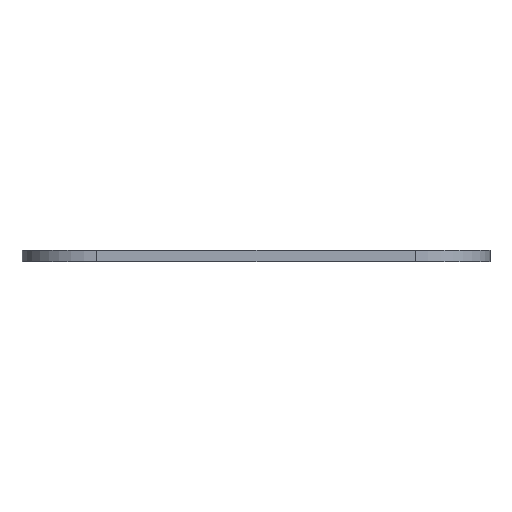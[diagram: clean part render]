
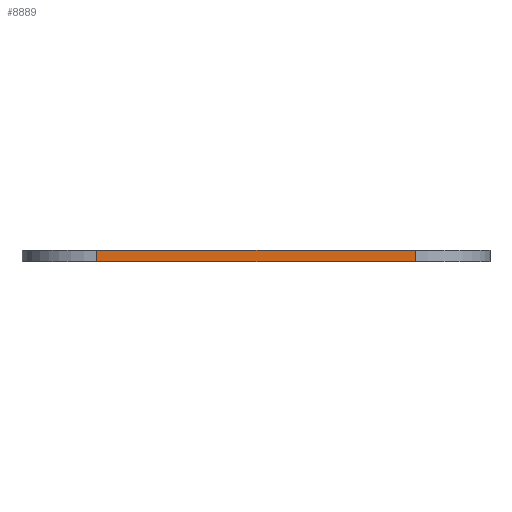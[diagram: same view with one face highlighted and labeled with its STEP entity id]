
A CAD part, left-side view. The second image highlights one B-rep face of the part: STEP entity #8889.
In plain terms, the highlighted planar face has unit normal (-1, 0, 0).
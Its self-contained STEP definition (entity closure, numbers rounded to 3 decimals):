
#325 = DIRECTION ( 'NONE',  ( -1., 0., 0. ) ) ;
#480 = AXIS2_PLACEMENT_3D ( 'NONE', #1311, #325, #12425 ) ;
#613 = LINE ( 'NONE', #1549, #8109 ) ;
#710 = CARTESIAN_POINT ( 'NONE',  ( -49.219, 70.068, -3. ) ) ;
#764 = LINE ( 'NONE', #10943, #12658 ) ;
#1311 = CARTESIAN_POINT ( 'NONE',  ( -49.219, 70.068, -3. ) ) ;
#1540 = VECTOR ( 'NONE', #9894, 1000. ) ;
#1549 = CARTESIAN_POINT ( 'NONE',  ( -49.219, 70.068, 0. ) ) ;
#1906 = VECTOR ( 'NONE', #6517, 1000. ) ;
#2133 = DIRECTION ( 'NONE',  ( 0., 0., 1. ) ) ;
#2457 = LINE ( 'NONE', #8516, #1906 ) ;
#2834 = LINE ( 'NONE', #710, #1540 ) ;
#2979 = CARTESIAN_POINT ( 'NONE',  ( -49.219, 70.068, -3. ) ) ;
#3029 = ORIENTED_EDGE ( 'NONE', *, *, #5009, .F. ) ;
#3630 = EDGE_CURVE ( 'NONE', #13139, #11719, #764, .T. ) ;
#4659 = CARTESIAN_POINT ( 'NONE',  ( -49.219, -14.932, -3. ) ) ;
#5009 = EDGE_CURVE ( 'NONE', #9492, #11719, #613, .T. ) ;
#5576 = VERTEX_POINT ( 'NONE', #2979 ) ;
#5884 = EDGE_LOOP ( 'NONE', ( #3029, #11789, #12042, #12661 ) ) ;
#6517 = DIRECTION ( 'NONE',  ( 0., 0., 1. ) ) ;
#8109 = VECTOR ( 'NONE', #8665, 1000. ) ;
#8235 = PLANE ( 'NONE',  #480 ) ;
#8516 = CARTESIAN_POINT ( 'NONE',  ( -49.219, 70.068, -3. ) ) ;
#8665 = DIRECTION ( 'NONE',  ( 0., -1., 0. ) ) ;
#8796 = CARTESIAN_POINT ( 'NONE',  ( -49.219, 70.068, 0. ) ) ;
#8889 = ADVANCED_FACE ( 'NONE', ( #9304 ), #8235, .T. ) ;
#9182 = EDGE_CURVE ( 'NONE', #5576, #13139, #2834, .T. ) ;
#9304 = FACE_OUTER_BOUND ( 'NONE', #5884, .T. ) ;
#9492 = VERTEX_POINT ( 'NONE', #8796 ) ;
#9894 = DIRECTION ( 'NONE',  ( 0., -1., 0. ) ) ;
#10943 = CARTESIAN_POINT ( 'NONE',  ( -49.219, -14.932, -3. ) ) ;
#11719 = VERTEX_POINT ( 'NONE', #13116 ) ;
#11789 = ORIENTED_EDGE ( 'NONE', *, *, #11961, .F. ) ;
#11961 = EDGE_CURVE ( 'NONE', #5576, #9492, #2457, .T. ) ;
#12042 = ORIENTED_EDGE ( 'NONE', *, *, #9182, .T. ) ;
#12425 = DIRECTION ( 'NONE',  ( 0., 0., 1. ) ) ;
#12658 = VECTOR ( 'NONE', #2133, 1000. ) ;
#12661 = ORIENTED_EDGE ( 'NONE', *, *, #3630, .T. ) ;
#13116 = CARTESIAN_POINT ( 'NONE',  ( -49.219, -14.932, 0. ) ) ;
#13139 = VERTEX_POINT ( 'NONE', #4659 ) ;
